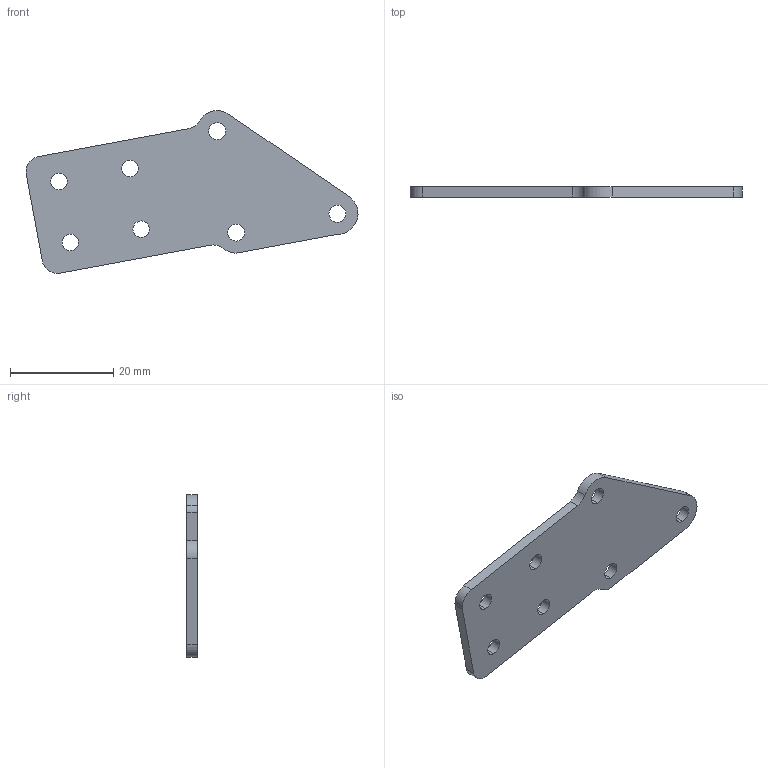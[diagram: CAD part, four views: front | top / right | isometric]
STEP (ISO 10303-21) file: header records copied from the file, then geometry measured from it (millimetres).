
FILE_DESCRIPTION (( 'STEP AP214' ), '1' );
FILE_NAME ('landing_1_1.STEP', '2021-04-07T09:23:54', ( '' ), ( '' ), 'SwSTEP 2.0', 'SolidWorks 2020', '' );
FILE_SCHEMA (( 'AUTOMOTIVE_DESIGN' ));
Length unit declared in the file: millimetre
Products named in the file (1): landing_1_1
Bounding box: 64.45 x 2 x 31.58 mm (x, y, z)
Volume: 2486.8 mm3; surface area: 2946.9 mm2
Topology: 1 solids, 1 shells, 29 faces, 81 edges, 54 vertices
Faces by surface type: cylinder 22, plane 7
Entity records: 1021 total; most frequent: DIRECTION 185, CARTESIAN_POINT 165, ORIENTED_EDGE 162, EDGE_CURVE 81, AXIS2_PLACEMENT_3D 74, VERTEX_POINT 54, CIRCLE 44, EDGE_LOOP 43
